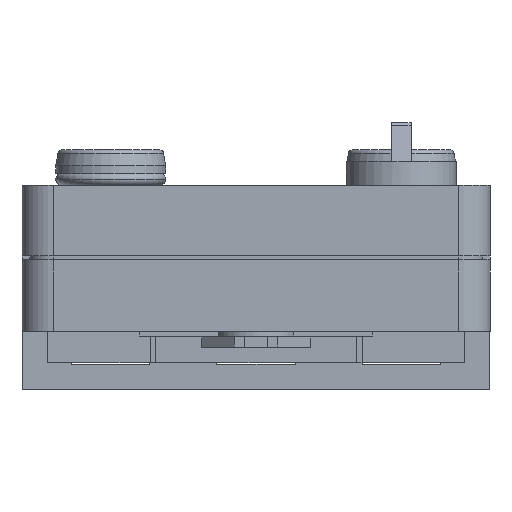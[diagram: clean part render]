
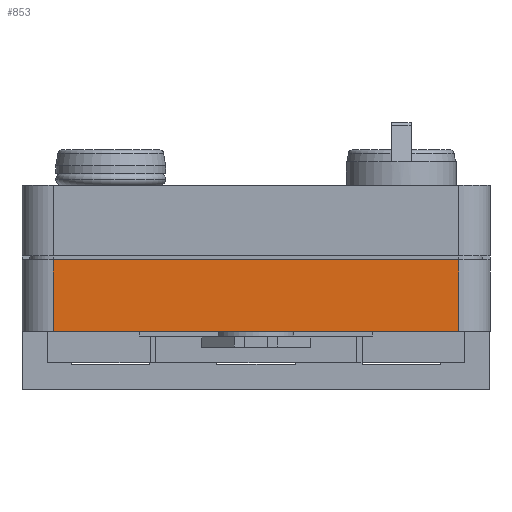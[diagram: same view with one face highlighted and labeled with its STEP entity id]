
A CAD part, front view. The second image highlights one B-rep face of the part: STEP entity #853.
In plain terms, the highlighted planar face has unit normal (0, -1, 0).
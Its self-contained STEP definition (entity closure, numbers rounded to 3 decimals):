
#853=ADVANCED_FACE('NONE',(#2359),#2360,.T.);
#2359=FACE_OUTER_BOUND('',#4511,.T.);
#2360=PLANE('',#4512);
#4511=EDGE_LOOP('',(#11049,#11050,#11051,#11052));
#4512=AXIS2_PLACEMENT_3D('',#11053,#11054,#11055);
#11049=ORIENTED_EDGE('',*,*,#16675,.T.);
#11050=ORIENTED_EDGE('',*,*,#16676,.F.);
#11051=ORIENTED_EDGE('',*,*,#16677,.T.);
#11052=ORIENTED_EDGE('',*,*,#16678,.T.);
#11053=CARTESIAN_POINT('',(0.0,0.,26.));
#11054=DIRECTION('',(0.0,-1.0,0.));
#11055=DIRECTION('',(-1.0,0.0,0.0));
#16675=EDGE_CURVE('NONE',#19642,#19643,#19644,.T.);
#16676=EDGE_CURVE('NONE',#19645,#19643,#19646,.T.);
#16677=EDGE_CURVE('NONE',#19645,#19647,#19648,.T.);
#16678=EDGE_CURVE('NONE',#19647,#19642,#19649,.T.);
#19642=VERTEX_POINT('NONE',#24865);
#19643=VERTEX_POINT('NONE',#24866);
#19644=LINE('',#24867,#24868);
#19645=VERTEX_POINT('NONE',#24869);
#19646=LINE('',#24870,#24871);
#19647=VERTEX_POINT('NONE',#24872);
#19648=LINE('',#24873,#24874);
#19649=LINE('',#24875,#24876);
#24865=CARTESIAN_POINT('',(55.6,0.,7.4));
#24866=CARTESIAN_POINT('',(55.6,0.,16.5));
#24867=CARTESIAN_POINT('',(55.6,0.,26.));
#24868=VECTOR('',#31478,1000.0);
#24869=CARTESIAN_POINT('',(4.,0.,16.5));
#24870=CARTESIAN_POINT('',(4.,0.,16.5));
#24871=VECTOR('',#31479,1000.0);
#24872=CARTESIAN_POINT('',(4.,0.,7.4));
#24873=CARTESIAN_POINT('',(4.,0.,7.4));
#24874=VECTOR('',#31480,1000.0);
#24875=CARTESIAN_POINT('',(0.0,0.,7.4));
#24876=VECTOR('',#31481,1000.0);
#31478=DIRECTION('',(0.0,0.,1.0));
#31479=DIRECTION('',(1.0,0.0,0.0));
#31480=DIRECTION('',(0.0,0.,-1.0));
#31481=DIRECTION('',(1.0,0.0,0.0));
